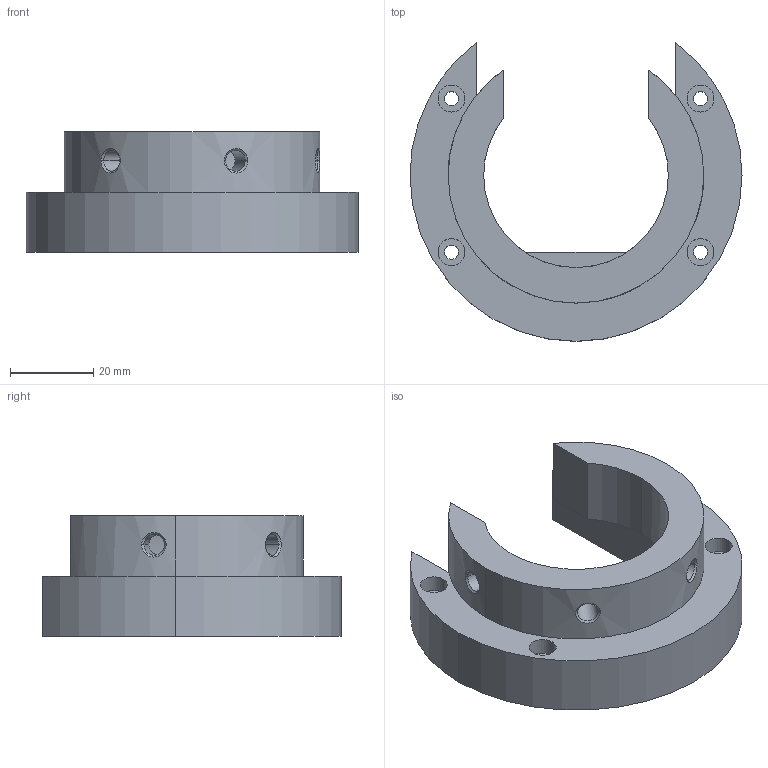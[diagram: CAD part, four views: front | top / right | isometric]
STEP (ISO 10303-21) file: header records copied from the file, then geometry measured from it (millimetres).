
FILE_DESCRIPTION (( 'STEP AP214' ), '1' );
FILE_NAME ('motor driver cover.STEP', '2025-08-01T07:12:32', ( '' ), ( '' ), 'SwSTEP 2.0', 'SolidWorks 2023', '' );
FILE_SCHEMA (( 'AUTOMOTIVE_DESIGN' ));
Length unit declared in the file: millimetre
Products named in the file (1): motor driver cover
Bounding box: 80 x 72 x 29.05 mm (x, y, z)
Volume: 49004.8 mm3; surface area: 15745.9 mm2
Topology: 1 solids, 1 shells, 60 faces, 144 edges, 94 vertices
Faces by surface type: cylinder 29, bspline 16, plane 15
Entity records: 7143 total; most frequent: CARTESIAN_POINT 5769, ORIENTED_EDGE 288, DIRECTION 252, EDGE_CURVE 144, AXIS2_PLACEMENT_3D 99, VERTEX_POINT 94, EDGE_LOOP 76, FACE_OUTER_BOUND 60
